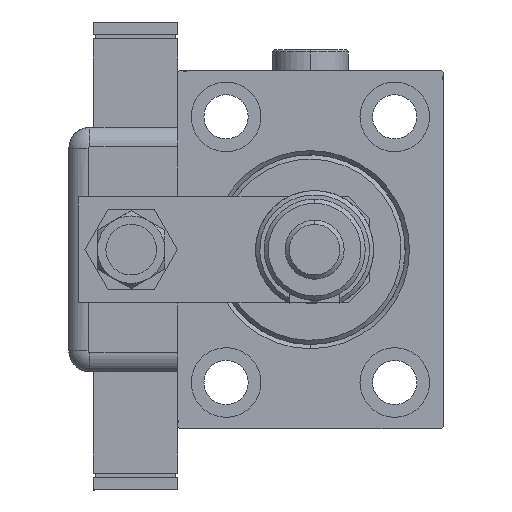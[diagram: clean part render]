
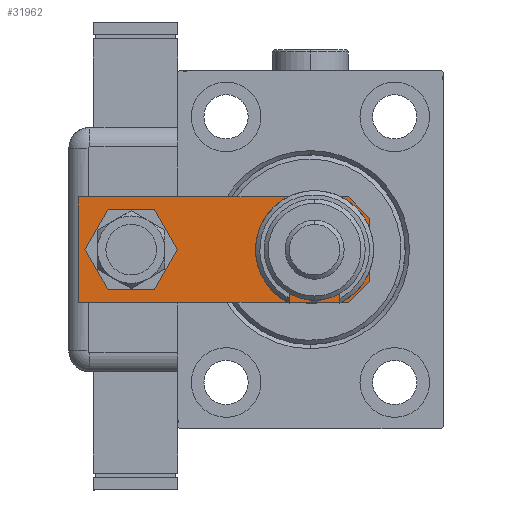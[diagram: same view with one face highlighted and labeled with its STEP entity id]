
A CAD part, left-side view. The second image highlights one B-rep face of the part: STEP entity #31962.
In plain terms, the highlighted face is planar.
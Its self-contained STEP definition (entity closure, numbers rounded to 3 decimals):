
#243 = EDGE_LOOP ( 'NONE', ( #9345, #39333, #42199, #2715, #58728, #32277 ) ) ;
#1190 = LINE ( 'NONE', #40513, #12556 ) ;
#2523 = FACE_BOUND ( 'NONE', #2918, .T. ) ;
#2715 = ORIENTED_EDGE ( 'NONE', *, *, #35484, .F. ) ;
#2918 = EDGE_LOOP ( 'NONE', ( #34583, #6515 ) ) ;
#3171 = EDGE_CURVE ( 'NONE', #30672, #30199, #62077, .T. ) ;
#3947 = LINE ( 'NONE', #28111, #58249 ) ;
#4967 = AXIS2_PLACEMENT_3D ( 'NONE', #37022, #55762, #27007 ) ;
#6442 = VERTEX_POINT ( 'NONE', #27224 ) ;
#6515 = ORIENTED_EDGE ( 'NONE', *, *, #37090, .T. ) ;
#6881 = CIRCLE ( 'NONE', #38842, 7. ) ;
#7054 = FACE_BOUND ( 'NONE', #49017, .T. ) ;
#7501 = CARTESIAN_POINT ( 'NONE',  ( 12.5, 5., 0. ) ) ;
#8458 = AXIS2_PLACEMENT_3D ( 'NONE', #61993, #52632, #32928 ) ;
#9345 = ORIENTED_EDGE ( 'NONE', *, *, #27118, .F. ) ;
#9440 = VERTEX_POINT ( 'NONE', #34294 ) ;
#10544 = CARTESIAN_POINT ( 'NONE',  ( 12.5, 69., 0. ) ) ;
#10553 = CARTESIAN_POINT ( 'NONE',  ( 7., 13., 0. ) ) ;
#11465 = DIRECTION ( 'NONE',  ( -0.707, 0.707, 0. ) ) ;
#12379 = EDGE_CURVE ( 'NONE', #26987, #14180, #1190, .T. ) ;
#12519 = DIRECTION ( 'NONE',  ( 0., 0., 1. ) ) ;
#12556 = VECTOR ( 'NONE', #33878, 1000. ) ;
#12903 = CARTESIAN_POINT ( 'NONE',  ( -7., 13., 0. ) ) ;
#13961 = DIRECTION ( 'NONE',  ( -1., 0., 0. ) ) ;
#14180 = VERTEX_POINT ( 'NONE', #28409 ) ;
#14997 = VERTEX_POINT ( 'NONE', #12903 ) ;
#15654 = VERTEX_POINT ( 'NONE', #43391 ) ;
#16582 = CARTESIAN_POINT ( 'NONE',  ( 0., 56.5, 0. ) ) ;
#17341 = PLANE ( 'NONE',  #21318 ) ;
#18798 = LINE ( 'NONE', #58179, #51470 ) ;
#20134 = VECTOR ( 'NONE', #41417, 1000. ) ;
#20344 = EDGE_CURVE ( 'NONE', #9440, #6442, #31214, .T. ) ;
#21318 = AXIS2_PLACEMENT_3D ( 'NONE', #27330, #12519, #46702 ) ;
#21735 = CARTESIAN_POINT ( 'NONE',  ( -12.5, 69., 0. ) ) ;
#22865 = LINE ( 'NONE', #47722, #60294 ) ;
#25957 = LINE ( 'NONE', #30797, #52849 ) ;
#26664 = CARTESIAN_POINT ( 'NONE',  ( -12.5, 5., 0. ) ) ;
#26987 = VERTEX_POINT ( 'NONE', #7501 ) ;
#27007 = DIRECTION ( 'NONE',  ( 1., 0., 0. ) ) ;
#27118 = EDGE_CURVE ( 'NONE', #15654, #14180, #3947, .T. ) ;
#27224 = CARTESIAN_POINT ( 'NONE',  ( -7., 56.5, 0. ) ) ;
#27330 = CARTESIAN_POINT ( 'NONE',  ( 0., 0., 0. ) ) ;
#28111 = CARTESIAN_POINT ( 'NONE',  ( -12.5, 0., 0. ) ) ;
#28409 = CARTESIAN_POINT ( 'NONE',  ( 7.5, 0., 0. ) ) ;
#30199 = VERTEX_POINT ( 'NONE', #26664 ) ;
#30513 = DIRECTION ( 'NONE',  ( 1., 0., 0. ) ) ;
#30672 = VERTEX_POINT ( 'NONE', #58214 ) ;
#30797 = CARTESIAN_POINT ( 'NONE',  ( -7.5, 0., 0. ) ) ;
#31214 = CIRCLE ( 'NONE', #36383, 7. ) ;
#31962 = ADVANCED_FACE ( 'NONE', ( #42186, #7054, #2523 ), #17341, .F. ) ;
#32172 = EDGE_CURVE ( 'NONE', #14997, #43138, #6881, .T. ) ;
#32198 = VERTEX_POINT ( 'NONE', #10544 ) ;
#32277 = ORIENTED_EDGE ( 'NONE', *, *, #12379, .T. ) ;
#32724 = CIRCLE ( 'NONE', #4967, 7. ) ;
#32928 = DIRECTION ( 'NONE',  ( 1., 0., 0. ) ) ;
#33878 = DIRECTION ( 'NONE',  ( -0.707, -0.707, 0. ) ) ;
#34061 = EDGE_CURVE ( 'NONE', #6442, #9440, #32724, .T. ) ;
#34294 = CARTESIAN_POINT ( 'NONE',  ( 7., 56.5, 0. ) ) ;
#34583 = ORIENTED_EDGE ( 'NONE', *, *, #32172, .T. ) ;
#35004 = ORIENTED_EDGE ( 'NONE', *, *, #34061, .T. ) ;
#35484 = EDGE_CURVE ( 'NONE', #32198, #30672, #18798, .T. ) ;
#36145 = ORIENTED_EDGE ( 'NONE', *, *, #20344, .T. ) ;
#36383 = AXIS2_PLACEMENT_3D ( 'NONE', #16582, #50486, #56271 ) ;
#37022 = CARTESIAN_POINT ( 'NONE',  ( 0., 56.5, 0. ) ) ;
#37090 = EDGE_CURVE ( 'NONE', #43138, #14997, #39306, .T. ) ;
#38842 = AXIS2_PLACEMENT_3D ( 'NONE', #39884, #50217, #30513 ) ;
#39306 = CIRCLE ( 'NONE', #8458, 7. ) ;
#39333 = ORIENTED_EDGE ( 'NONE', *, *, #40172, .T. ) ;
#39884 = CARTESIAN_POINT ( 'NONE',  ( 0., 13., 0. ) ) ;
#40172 = EDGE_CURVE ( 'NONE', #15654, #30199, #25957, .T. ) ;
#40513 = CARTESIAN_POINT ( 'NONE',  ( 12.5, 5., 0. ) ) ;
#41417 = DIRECTION ( 'NONE',  ( 0., -1., 0. ) ) ;
#42186 = FACE_OUTER_BOUND ( 'NONE', #243, .T. ) ;
#42199 = ORIENTED_EDGE ( 'NONE', *, *, #3171, .F. ) ;
#42553 = DIRECTION ( 'NONE',  ( 0., 1., 0. ) ) ;
#43138 = VERTEX_POINT ( 'NONE', #10553 ) ;
#43391 = CARTESIAN_POINT ( 'NONE',  ( -7.5, 0., 0. ) ) ;
#46702 = DIRECTION ( 'NONE',  ( 1., 0., 0. ) ) ;
#47722 = CARTESIAN_POINT ( 'NONE',  ( 12.5, 0., 0. ) ) ;
#48110 = EDGE_CURVE ( 'NONE', #26987, #32198, #22865, .T. ) ;
#49017 = EDGE_LOOP ( 'NONE', ( #35004, #36145 ) ) ;
#50217 = DIRECTION ( 'NONE',  ( 0., 0., 1. ) ) ;
#50486 = DIRECTION ( 'NONE',  ( 0., 0., 1. ) ) ;
#51470 = VECTOR ( 'NONE', #13961, 1000. ) ;
#52632 = DIRECTION ( 'NONE',  ( 0., 0., 1. ) ) ;
#52849 = VECTOR ( 'NONE', #11465, 1000. ) ;
#55762 = DIRECTION ( 'NONE',  ( 0., 0., 1. ) ) ;
#56271 = DIRECTION ( 'NONE',  ( 1., 0., 0. ) ) ;
#58179 = CARTESIAN_POINT ( 'NONE',  ( 12.5, 69., 0. ) ) ;
#58214 = CARTESIAN_POINT ( 'NONE',  ( -12.5, 69., 0. ) ) ;
#58249 = VECTOR ( 'NONE', #63634, 1000. ) ;
#58728 = ORIENTED_EDGE ( 'NONE', *, *, #48110, .F. ) ;
#60294 = VECTOR ( 'NONE', #42553, 1000. ) ;
#61993 = CARTESIAN_POINT ( 'NONE',  ( 0., 13., 0. ) ) ;
#62077 = LINE ( 'NONE', #21735, #20134 ) ;
#63634 = DIRECTION ( 'NONE',  ( 1., 0., 0. ) ) ;
